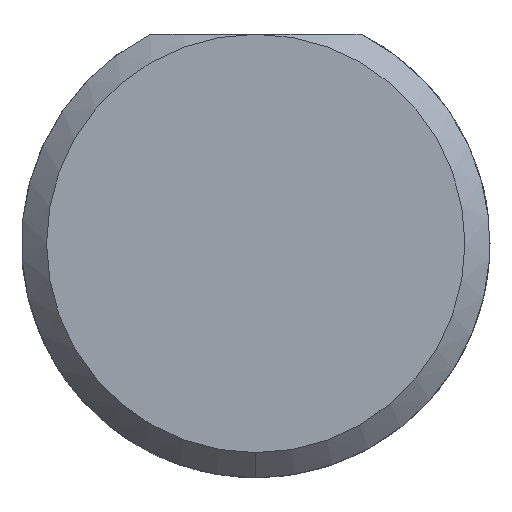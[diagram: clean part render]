
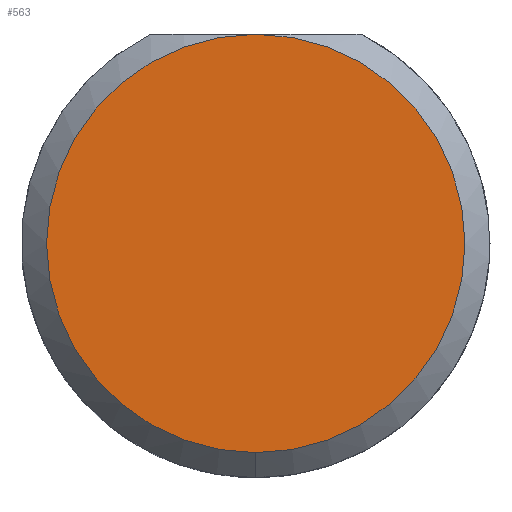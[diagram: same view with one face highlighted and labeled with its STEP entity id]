
A CAD part, left-side view. The second image highlights one B-rep face of the part: STEP entity #563.
In plain terms, the highlighted planar face has unit normal (-1, 0, 0).
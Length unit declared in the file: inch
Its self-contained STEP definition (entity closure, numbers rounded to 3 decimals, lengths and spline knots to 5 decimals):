
#27 = DIRECTION ( 'NONE',  ( 0., 0., -1. ) ) ;
#91 = DIRECTION ( 'NONE',  ( 0., 0., -1. ) ) ;
#139 = PLANE ( 'NONE',  #750 ) ;
#158 = CARTESIAN_POINT ( 'NONE',  ( 0., 0., 0. ) ) ;
#160 = EDGE_CURVE ( 'NONE', #252, #586, #163, .T. ) ;
#163 = CIRCLE ( 'NONE', #602, 0.0836 ) ;
#201 = CIRCLE ( 'NONE', #406, 0.0836 ) ;
#202 = CARTESIAN_POINT ( 'NONE',  ( 0., 0., 0.0836 ) ) ;
#203 = ORIENTED_EDGE ( 'NONE', *, *, #160, .T. ) ;
#252 = VERTEX_POINT ( 'NONE', #202 ) ;
#312 = FACE_OUTER_BOUND ( 'NONE', #497, .T. ) ;
#318 = DIRECTION ( 'NONE',  ( 1., 0., 0. ) ) ;
#406 = AXIS2_PLACEMENT_3D ( 'NONE', #158, #595, #27 ) ;
#448 = CARTESIAN_POINT ( 'NONE',  ( 0., 0., 0. ) ) ;
#497 = EDGE_LOOP ( 'NONE', ( #203, #755 ) ) ;
#506 = CARTESIAN_POINT ( 'NONE',  ( 0., 0., -0.0836 ) ) ;
#563 = ADVANCED_FACE ( 'NONE', ( #312 ), #139, .F. ) ;
#586 = VERTEX_POINT ( 'NONE', #506 ) ;
#595 = DIRECTION ( 'NONE',  ( -1., 0., 0. ) ) ;
#602 = AXIS2_PLACEMENT_3D ( 'NONE', #448, #637, #91 ) ;
#633 = DIRECTION ( 'NONE',  ( 0., 0., -1. ) ) ;
#636 = CARTESIAN_POINT ( 'NONE',  ( 0., 0., 0. ) ) ;
#637 = DIRECTION ( 'NONE',  ( -1., 0., 0. ) ) ;
#750 = AXIS2_PLACEMENT_3D ( 'NONE', #636, #318, #633 ) ;
#755 = ORIENTED_EDGE ( 'NONE', *, *, #766, .T. ) ;
#766 = EDGE_CURVE ( 'NONE', #586, #252, #201, .T. ) ;
